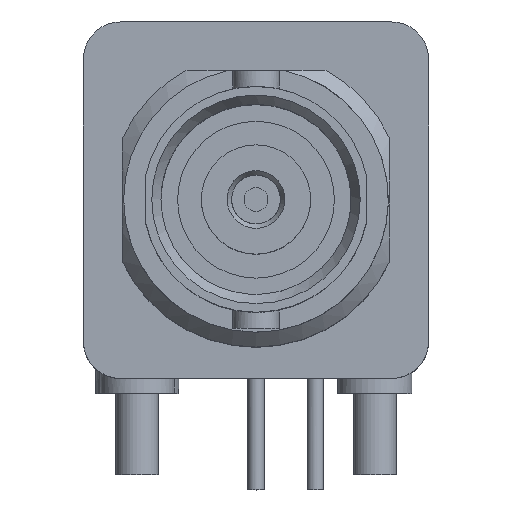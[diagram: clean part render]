
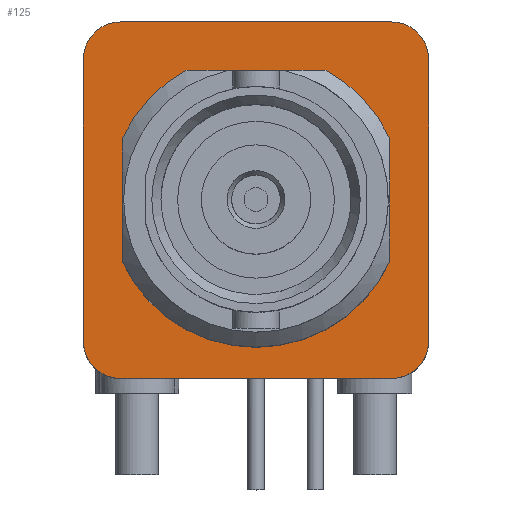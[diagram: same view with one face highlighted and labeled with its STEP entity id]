
A CAD part, top view. The second image highlights one B-rep face of the part: STEP entity #125.
In plain terms, the highlighted planar face has unit normal (0, 0, 1).
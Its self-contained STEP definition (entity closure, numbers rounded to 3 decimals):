
#125=ADVANCED_FACE('',(#1065,#1067),#1069,.F.);
#1065=FACE_BOUND('',#1066,.T.);
#1066=EDGE_LOOP('',(#1885,#1886,#1887,#1888,#1889,#1890,#1891,#1892));
#1067=FACE_BOUND('',#1068,.T.);
#1068=EDGE_LOOP('',(#1893,#1894,#1895,#1896,#1897,#1898));
#1069=PLANE('',#1070);
#1070=AXIS2_PLACEMENT_3D('',#1071,#1072,#1073);
#1071=CARTESIAN_POINT('',(0.,0.,-20.828));
#1072=DIRECTION('',(0.,0.,-1.));
#1073=DIRECTION('',(0.,-1.,0.));
#1885=ORIENTED_EDGE('',*,*,#2333,.F.);
#1886=ORIENTED_EDGE('',*,*,#2334,.F.);
#1887=ORIENTED_EDGE('',*,*,#2335,.F.);
#1888=ORIENTED_EDGE('',*,*,#2336,.F.);
#1889=ORIENTED_EDGE('',*,*,#2337,.F.);
#1890=ORIENTED_EDGE('',*,*,#2338,.F.);
#1891=ORIENTED_EDGE('',*,*,#2339,.F.);
#1892=ORIENTED_EDGE('',*,*,#2340,.F.);
#1893=ORIENTED_EDGE('',*,*,#2341,.T.);
#1894=ORIENTED_EDGE('',*,*,#2342,.F.);
#1895=ORIENTED_EDGE('',*,*,#2343,.T.);
#1896=ORIENTED_EDGE('',*,*,#2344,.F.);
#1897=ORIENTED_EDGE('',*,*,#2332,.T.);
#1898=ORIENTED_EDGE('',*,*,#2345,.F.);
#2332=EDGE_CURVE('',#2593,#2598,#2600,.T.);
#2333=EDGE_CURVE('',#2601,#2602,#2603,.T.);
#2334=EDGE_CURVE('',#2604,#2601,#2605,.T.);
#2335=EDGE_CURVE('',#2606,#2604,#2607,.T.);
#2336=EDGE_CURVE('',#2608,#2606,#2609,.T.);
#2337=EDGE_CURVE('',#2610,#2608,#2611,.T.);
#2338=EDGE_CURVE('',#2612,#2610,#2613,.T.);
#2339=EDGE_CURVE('',#2614,#2612,#2615,.T.);
#2340=EDGE_CURVE('',#2602,#2614,#2616,.T.);
#2341=EDGE_CURVE('',#2617,#2618,#2619,.T.);
#2342=EDGE_CURVE('',#2620,#2618,#2621,.T.);
#2343=EDGE_CURVE('',#2620,#2622,#2623,.T.);
#2344=EDGE_CURVE('',#2593,#2622,#2624,.T.);
#2345=EDGE_CURVE('',#2617,#2598,#2625,.T.);
#2593=VERTEX_POINT('',#3256);
#2598=VERTEX_POINT('',#3270);
#2600=LINE('',#3274,#3275);
#2601=VERTEX_POINT('',#3277);
#2602=VERTEX_POINT('',#3278);
#2603=LINE('',#3279,#3280);
#2604=VERTEX_POINT('',#3282);
#2605=CIRCLE('',#3283,1.575);
#2606=VERTEX_POINT('',#3287);
#2607=LINE('',#3288,#3289);
#2608=VERTEX_POINT('',#3291);
#2609=CIRCLE('',#3292,1.575);
#2610=VERTEX_POINT('',#3296);
#2611=LINE('',#3297,#3298);
#2612=VERTEX_POINT('',#3300);
#2613=CIRCLE('',#3301,1.575);
#2614=VERTEX_POINT('',#3305);
#2615=LINE('',#3306,#3307);
#2616=CIRCLE('',#3309,1.575);
#2617=VERTEX_POINT('',#3313);
#2618=VERTEX_POINT('',#3314);
#2619=LINE('',#3315,#3316);
#2620=VERTEX_POINT('',#3318);
#2621=CIRCLE('',#3319,6.295);
#2622=VERTEX_POINT('',#3323);
#2623=LINE('',#3324,#3325);
#2624=CIRCLE('',#3327,6.295);
#2625=CIRCLE('',#3331,6.295);
#3256=CARTESIAN_POINT('',(-2.994,5.537,-20.828));
#3270=CARTESIAN_POINT('',(2.994,5.537,-20.828));
#3274=CARTESIAN_POINT('',(-2.994,5.537,-20.828));
#3275=VECTOR('',#3276,1.);
#3276=DIRECTION('',(1.,0.,0.));
#3277=CARTESIAN_POINT('',(-5.804,7.62,-20.828));
#3278=CARTESIAN_POINT('',(5.804,7.62,-20.828));
#3279=CARTESIAN_POINT('',(-5.804,7.62,-20.828));
#3280=VECTOR('',#3281,1.);
#3281=DIRECTION('',(1.,0.,0.));
#3282=CARTESIAN_POINT('',(-7.379,6.045,-20.828));
#3283=AXIS2_PLACEMENT_3D('',#3284,#3285,#3286);
#3284=CARTESIAN_POINT('',(-5.804,6.045,-20.828));
#3285=DIRECTION('',(0.,0.,-1.));
#3286=DIRECTION('',(-1.,0.,0.));
#3287=CARTESIAN_POINT('',(-7.379,-6.045,-20.828));
#3288=CARTESIAN_POINT('',(-7.379,-6.045,-20.828));
#3289=VECTOR('',#3290,1.);
#3290=DIRECTION('',(0.,1.,0.));
#3291=CARTESIAN_POINT('',(-5.804,-7.62,-20.828));
#3292=AXIS2_PLACEMENT_3D('',#3293,#3294,#3295);
#3293=CARTESIAN_POINT('',(-5.804,-6.045,-20.828));
#3294=DIRECTION('',(0.,0.,-1.));
#3295=DIRECTION('',(0.,-1.,0.));
#3296=CARTESIAN_POINT('',(5.804,-7.62,-20.828));
#3297=CARTESIAN_POINT('',(5.804,-7.62,-20.828));
#3298=VECTOR('',#3299,1.);
#3299=DIRECTION('',(-1.,0.,0.));
#3300=CARTESIAN_POINT('',(7.379,-6.045,-20.828));
#3301=AXIS2_PLACEMENT_3D('',#3302,#3303,#3304);
#3302=CARTESIAN_POINT('',(5.804,-6.045,-20.828));
#3303=DIRECTION('',(0.,0.,-1.));
#3304=DIRECTION('',(1.,0.,0.));
#3305=CARTESIAN_POINT('',(7.379,6.045,-20.828));
#3306=CARTESIAN_POINT('',(7.379,6.045,-20.828));
#3307=VECTOR('',#3308,1.);
#3308=DIRECTION('',(0.,-1.,0.));
#3309=AXIS2_PLACEMENT_3D('',#3310,#3311,#3312);
#3310=CARTESIAN_POINT('',(5.804,6.045,-20.828));
#3311=DIRECTION('',(0.,0.,-1.));
#3312=DIRECTION('',(0.,1.,0.));
#3313=CARTESIAN_POINT('',(5.719,2.63,-20.828));
#3314=CARTESIAN_POINT('',(5.719,-2.63,-20.828));
#3315=CARTESIAN_POINT('',(5.719,2.63,-20.828));
#3316=VECTOR('',#3317,1.);
#3317=DIRECTION('',(0.,-1.,0.));
#3318=CARTESIAN_POINT('',(-5.719,-2.63,-20.828));
#3319=AXIS2_PLACEMENT_3D('',#3320,#3321,#3322);
#3320=CARTESIAN_POINT('',(0.,0.,-20.828));
#3321=DIRECTION('',(0.,0.,1.));
#3322=DIRECTION('',(-0.909,-0.418,0.));
#3323=CARTESIAN_POINT('',(-5.719,2.63,-20.828));
#3324=CARTESIAN_POINT('',(-5.719,-2.63,-20.828));
#3325=VECTOR('',#3326,1.);
#3326=DIRECTION('',(0.,1.,0.));
#3327=AXIS2_PLACEMENT_3D('',#3328,#3329,#3330);
#3328=CARTESIAN_POINT('',(0.,0.,-20.828));
#3329=DIRECTION('',(0.,0.,1.));
#3330=DIRECTION('',(-0.476,0.88,0.));
#3331=AXIS2_PLACEMENT_3D('',#3332,#3333,#3334);
#3332=CARTESIAN_POINT('',(0.,0.,-20.828));
#3333=DIRECTION('',(0.,-0.,1.));
#3334=DIRECTION('',(0.909,0.418,0.));
